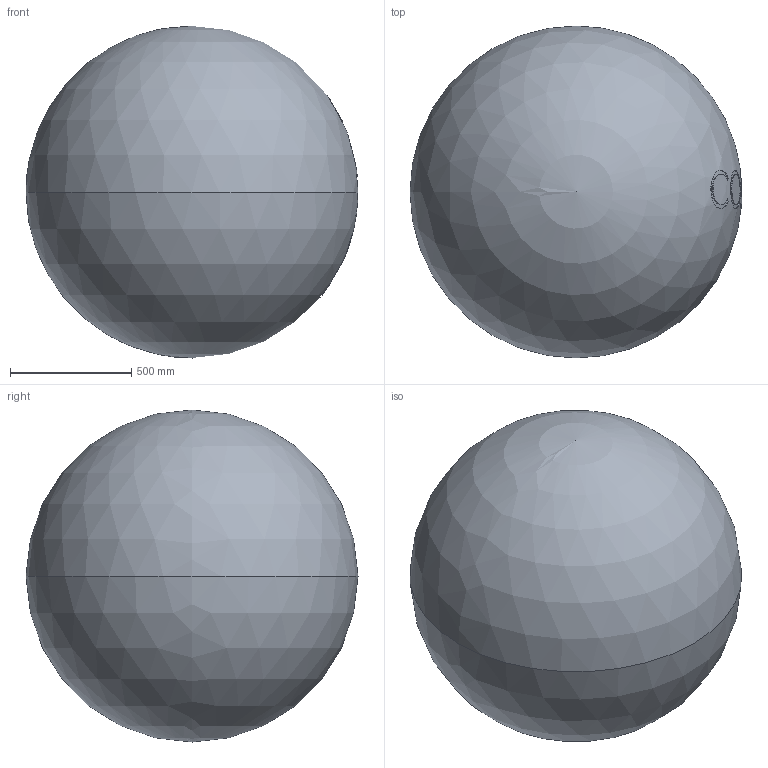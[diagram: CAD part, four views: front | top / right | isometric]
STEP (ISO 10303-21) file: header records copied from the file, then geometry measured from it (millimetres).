
FILE_DESCRIPTION (( 'STEP AP214' ), '1' );
FILE_NAME ('bowling ball.STEP', '2024-04-05T11:02:02', ( '' ), ( '' ), 'SwSTEP 2.0', 'SolidWorks 2018', '' );
FILE_SCHEMA (( 'AUTOMOTIVE_DESIGN' ));
Length unit declared in the file: millimetre
Products named in the file (1): bowling ball
Bounding box: 1371.44 x 1371.6 x 1371.6 mm (x, y, z)
Volume: 1350700197.1 mm3; surface area: 5922016.5 mm2
Topology: 1 solids, 1 shells, 74 faces, 205 edges, 137 vertices
Faces by surface type: bspline 64, sphere 10
Entity records: 29722 total; most frequent: CARTESIAN_POINT 28397, ORIENTED_EDGE 400, EDGE_CURVE 200, B_SPLINE_CURVE_WITH_KNOTS 196, VERTEX_POINT 134, EDGE_LOOP 80, ADVANCED_FACE 74, FACE_OUTER_BOUND 74
